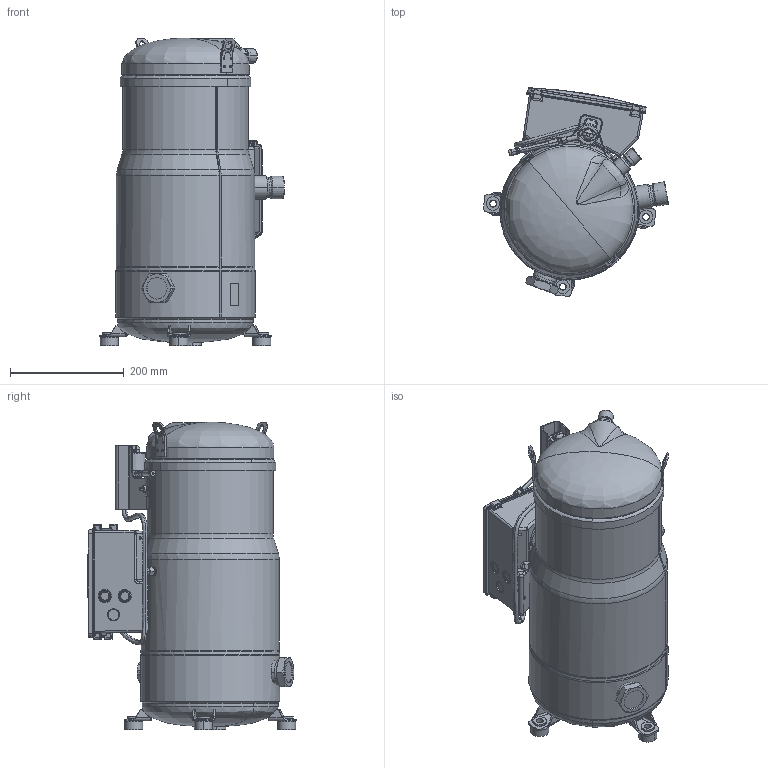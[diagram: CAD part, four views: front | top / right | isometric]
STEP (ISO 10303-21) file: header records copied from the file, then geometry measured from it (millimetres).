
FILE_DESCRIPTION((''),'2;1');
FILE_NAME('8560053_ASM','2012-02-17T',('U246756'),('DANFOSS COMMERCIAL COMPRESSOR'),'PRO/ENGINEER BY PARAMETRIC TECHNOLOGY CORPORATION, 2010140','PRO/ENGINEER BY PARAMETRIC TECHNOLOGY CORPORATION, 2010140','');
FILE_SCHEMA(('CONFIG_CONTROL_DESIGN'));
Products named in the file (39): 5314250P01; 5311363; 7315031; 5311564P01; 5311216; 5311217; 6104003P02; 6104003; 5311929P01; 9850267_179P01; 5311929_ASM; 5314249P01_ASM; 5312454P01; 5311212; 5312052P02; 5314197P01_ASM; 5312480P02; 9850260_145P01_ASM; 5312546; 5312547P01; 5314233P01_ASM; 9852074_172; 6807027; 5603004; 5106005P03; 5311025P02; 6204033P01; UKV-25D57; NONE-2167; 9850254_123_ASM; 5606121P02; 5606118P01; 5202003P01; 5311950P01; 5311949P01; 9850260_211; 9850260_212; 5503037P01; 8560053_ASM
Assembly tree (50 placements, depth 4):
  8560053_ASM
    5314249P01_ASM
      5314250P01
      5311363
      7315031
      5311564P01
      5311216
      5311217
      6104003P02  x3
      6104003
      5311929_ASM
        5311929P01
        9850267_179P01
    9850260_145P01_ASM
      5314197P01_ASM
        5312454P01
        5311212
        5312052P02  x2
      5312480P02
    5314233P01_ASM
      5312546
      5312547P01  x4
    9852074_172
    6807027
    5603004  x4
    5106005P03
    5311025P02
    6204033P01
    9850254_123_ASM
      UKV-25D57
      NONE-2167
    5606121P02
    5606118P01
    5202003P01
    5311950P01
    5311949P01
    6104003P02  x2
    9850260_211  x2
    9850260_212
    5503037P01
Bounding box: 324.73 x 365.71 x 539.97 mm (x, y, z)
Volume: 2597201.1 mm3; surface area: 1471710.4 mm2
Topology: 47 solids, 47 shells, 3121 faces, 7548 edges, 4622 vertices
Faces by surface type: plane 1110, cylinder 879, bspline 598, cone 243, torus 188, sphere 70, extrusion 21, revolution 12
Entity records: 118701 total; most frequent: CARTESIAN_POINT 63667, ORIENTED_EDGE 11908, DIRECTION 10486, EDGE_CURVE 5954, AXIS2_PLACEMENT_3D 4033, VERTEX_POINT 3614, EDGE_LOOP 2698, FACE_OUTER_BOUND 2512
